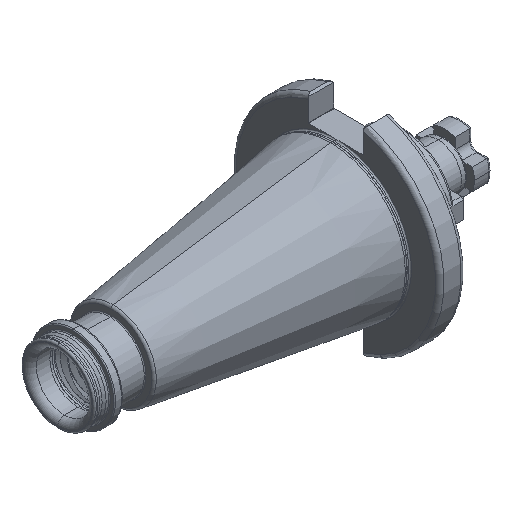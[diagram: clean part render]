
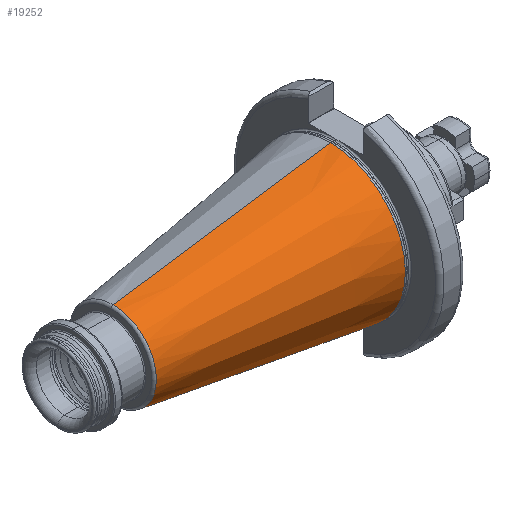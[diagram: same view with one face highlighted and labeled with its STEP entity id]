
A CAD part, isometric view. The second image highlights one B-rep face of the part: STEP entity #19252.
In plain terms, the highlighted conical face has half-angle 8.297 degrees and reference radius 35.027 mm.
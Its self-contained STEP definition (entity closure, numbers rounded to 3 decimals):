
#507 = FACE_OUTER_BOUND ( 'NONE', #14399, .T. ) ;
#517 = CONICAL_SURFACE ( 'NONE', #17833, 35.027, 0.145 ) ;
#1019 = CARTESIAN_POINT ( 'NONE',  ( -8.5, 0., 0. ) ) ;
#1048 = DIRECTION ( 'NONE',  ( 0., 0., -1. ) ) ;
#1051 = DIRECTION ( 'NONE',  ( 1., 0., 0. ) ) ;
#4967 = DIRECTION ( 'NONE',  ( 0., 0., 1. ) ) ;
#4975 = DIRECTION ( 'NONE',  ( -1., 0., 0. ) ) ;
#4989 = CARTESIAN_POINT ( 'NONE',  ( -110.123, 0., 0. ) ) ;
#5067 = DIRECTION ( 'NONE',  ( 0., 0., 1. ) ) ;
#5078 = DIRECTION ( 'NONE',  ( -1., 0., 0. ) ) ;
#5080 = CARTESIAN_POINT ( 'NONE',  ( -8.5, 0., 0. ) ) ;
#7161 = CARTESIAN_POINT ( 'NONE',  ( -8.5, 0., -35.027 ) ) ;
#7246 = CARTESIAN_POINT ( 'NONE',  ( -110.123, 0., 20.207 ) ) ;
#7254 = CARTESIAN_POINT ( 'NONE',  ( -110.123, 0., -20.207 ) ) ;
#7267 = CARTESIAN_POINT ( 'NONE',  ( -8.5, 0., 35.027 ) ) ;
#14198 = DIRECTION ( 'NONE',  ( 0.99, 0., 0.144 ) ) ;
#14204 = CARTESIAN_POINT ( 'NONE',  ( -8.5, 0., -35.027 ) ) ;
#14211 = CARTESIAN_POINT ( 'NONE',  ( -8.5, 0., 35.027 ) ) ;
#14214 = DIRECTION ( 'NONE',  ( 0.99, 0., -0.144 ) ) ;
#14399 = EDGE_LOOP ( 'NONE', ( #15278, #15304, #15275, #15273 ) ) ;
#15273 = ORIENTED_EDGE ( 'NONE', *, *, #18151, .T. ) ;
#15275 = ORIENTED_EDGE ( 'NONE', *, *, #16957, .T. ) ;
#15278 = ORIENTED_EDGE ( 'NONE', *, *, #16941, .F. ) ;
#15304 = ORIENTED_EDGE ( 'NONE', *, *, #18124, .F. ) ;
#16941 = EDGE_CURVE ( 'NONE', #21360, #21365, #23706, .T. ) ;
#16957 = EDGE_CURVE ( 'NONE', #21462, #21352, #23701, .T. ) ;
#17527 = AXIS2_PLACEMENT_3D ( 'NONE', #4989, #4975, #4967 ) ;
#17588 = AXIS2_PLACEMENT_3D ( 'NONE', #5080, #5078, #5067 ) ;
#17833 = AXIS2_PLACEMENT_3D ( 'NONE', #1019, #1051, #1048 ) ;
#18124 = EDGE_CURVE ( 'NONE', #21462, #21360, #23559, .T. ) ;
#18151 = EDGE_CURVE ( 'NONE', #21352, #21365, #19537, .T. ) ;
#19252 = ADVANCED_FACE ( 'NONE', ( #507 ), #517, .T. ) ;
#19537 = CIRCLE ( 'NONE', #17588, 35.027 ) ;
#21352 = VERTEX_POINT ( 'NONE', #7161 ) ;
#21360 = VERTEX_POINT ( 'NONE', #7246 ) ;
#21365 = VERTEX_POINT ( 'NONE', #7267 ) ;
#21462 = VERTEX_POINT ( 'NONE', #7254 ) ;
#23559 = CIRCLE ( 'NONE', #17527, 20.207 ) ;
#23646 = VECTOR ( 'NONE', #14214, 1000. ) ;
#23656 = VECTOR ( 'NONE', #14198, 1000. ) ;
#23701 = LINE ( 'NONE', #14204, #23646 ) ;
#23706 = LINE ( 'NONE', #14211, #23656 ) ;
